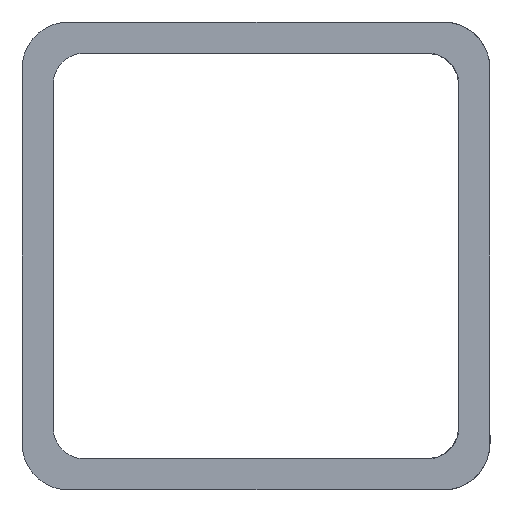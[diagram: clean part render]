
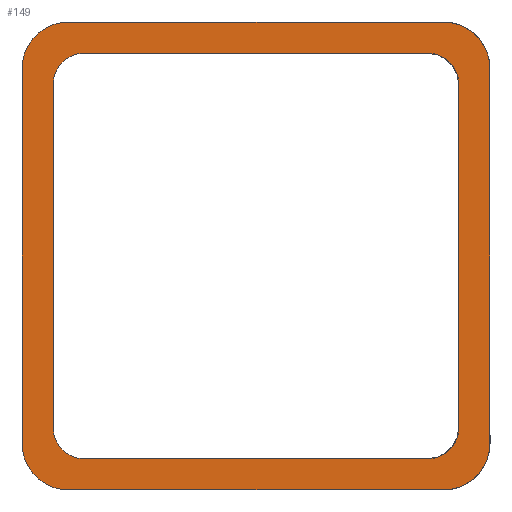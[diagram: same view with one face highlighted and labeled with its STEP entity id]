
A CAD part, left-side view. The second image highlights one B-rep face of the part: STEP entity #149.
In plain terms, the highlighted planar face has unit normal (-1, 0, 0).
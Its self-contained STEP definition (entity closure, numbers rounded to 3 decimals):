
#4 = CARTESIAN_POINT ( 'NONE',  ( -20., 4., 13. ) ) ;
#14 = CIRCLE ( 'NONE', #1660, 3. ) ;
#28 = CARTESIAN_POINT ( 'NONE',  ( -20., 4., -13. ) ) ;
#33 = CIRCLE ( 'NONE', #702, 3. ) ;
#81 = ORIENTED_EDGE ( 'NONE', *, *, #1557, .T. ) ;
#87 = VERTEX_POINT ( 'NONE', #101 ) ;
#99 = CIRCLE ( 'NONE', #1179, 3. ) ;
#101 = CARTESIAN_POINT ( 'NONE',  ( -20., 26., 13. ) ) ;
#108 = CARTESIAN_POINT ( 'NONE',  ( -20., 30., 12. ) ) ;
#123 = VECTOR ( 'NONE', #1793, 1000. ) ;
#149 = ADVANCED_FACE ( 'NONE', ( #1606, #1556 ), #1428, .F. ) ;
#176 = AXIS2_PLACEMENT_3D ( 'NONE', #1307, #992, #1153 ) ;
#181 = DIRECTION ( 'NONE',  ( 0., 0., -1. ) ) ;
#186 = DIRECTION ( 'NONE',  ( 0., 1., 0. ) ) ;
#192 = VECTOR ( 'NONE', #624, 1000. ) ;
#221 = DIRECTION ( 'NONE',  ( 0., -1., 0. ) ) ;
#227 = EDGE_CURVE ( 'NONE', #1035, #1653, #1090, .T. ) ;
#278 = CARTESIAN_POINT ( 'NONE',  ( -20., 28., 11. ) ) ;
#299 = VECTOR ( 'NONE', #221, 1000. ) ;
#306 = ORIENTED_EDGE ( 'NONE', *, *, #469, .F. ) ;
#351 = CARTESIAN_POINT ( 'NONE',  ( -20., 0., -12. ) ) ;
#355 = ORIENTED_EDGE ( 'NONE', *, *, #399, .F. ) ;
#361 = DIRECTION ( 'NONE',  ( 0., 0., -1. ) ) ;
#373 = VECTOR ( 'NONE', #2011, 1000. ) ;
#383 = ORIENTED_EDGE ( 'NONE', *, *, #1772, .T. ) ;
#399 = EDGE_CURVE ( 'NONE', #1490, #951, #997, .T. ) ;
#454 = VECTOR ( 'NONE', #673, 1000. ) ;
#469 = EDGE_CURVE ( 'NONE', #874, #549, #14, .T. ) ;
#496 = DIRECTION ( 'NONE',  ( 1., 0., 0. ) ) ;
#511 = DIRECTION ( 'NONE',  ( 0., 0., -1. ) ) ;
#549 = VERTEX_POINT ( 'NONE', #1707 ) ;
#553 = ORIENTED_EDGE ( 'NONE', *, *, #850, .T. ) ;
#565 = EDGE_CURVE ( 'NONE', #87, #1079, #1553, .T. ) ;
#600 = EDGE_CURVE ( 'NONE', #951, #1998, #1472, .T. ) ;
#609 = DIRECTION ( 'NONE',  ( 0., 0., -1. ) ) ;
#624 = DIRECTION ( 'NONE',  ( 0., 0., 1. ) ) ;
#666 = DIRECTION ( 'NONE',  ( 0., 0., -1. ) ) ;
#669 = ORIENTED_EDGE ( 'NONE', *, *, #1483, .T. ) ;
#673 = DIRECTION ( 'NONE',  ( 0., 1., 0. ) ) ;
#680 = CARTESIAN_POINT ( 'NONE',  ( -20., 28., -11. ) ) ;
#702 = AXIS2_PLACEMENT_3D ( 'NONE', #1232, #2088, #1248 ) ;
#708 = ORIENTED_EDGE ( 'NONE', *, *, #600, .F. ) ;
#715 = CARTESIAN_POINT ( 'NONE',  ( -20., 2., -11. ) ) ;
#718 = CARTESIAN_POINT ( 'NONE',  ( -20., 0., 12. ) ) ;
#723 = CARTESIAN_POINT ( 'NONE',  ( -20., 3., -12. ) ) ;
#737 = AXIS2_PLACEMENT_3D ( 'NONE', #1185, #859, #511 ) ;
#850 = EDGE_CURVE ( 'NONE', #2024, #1822, #1848, .T. ) ;
#854 = DIRECTION ( 'NONE',  ( 0., 0., 1. ) ) ;
#859 = DIRECTION ( 'NONE',  ( 1., 0., 0. ) ) ;
#861 = LINE ( 'NONE', #1616, #1840 ) ;
#874 = VERTEX_POINT ( 'NONE', #351 ) ;
#886 = CIRCLE ( 'NONE', #891, 2. ) ;
#891 = AXIS2_PLACEMENT_3D ( 'NONE', #1215, #1355, #1902 ) ;
#903 = ORIENTED_EDGE ( 'NONE', *, *, #1875, .F. ) ;
#909 = CIRCLE ( 'NONE', #1839, 2. ) ;
#910 = EDGE_CURVE ( 'NONE', #1534, #874, #1279, .T. ) ;
#951 = VERTEX_POINT ( 'NONE', #1812 ) ;
#976 = ORIENTED_EDGE ( 'NONE', *, *, #565, .T. ) ;
#983 = CARTESIAN_POINT ( 'NONE',  ( -20., 3., 12. ) ) ;
#992 = DIRECTION ( 'NONE',  ( 1., 0., 0. ) ) ;
#997 = CIRCLE ( 'NONE', #176, 3. ) ;
#1035 = VERTEX_POINT ( 'NONE', #680 ) ;
#1040 = LINE ( 'NONE', #108, #123 ) ;
#1042 = CARTESIAN_POINT ( 'NONE',  ( -20., 26., -13. ) ) ;
#1048 = DIRECTION ( 'NONE',  ( 1., 0., 0. ) ) ;
#1053 = DIRECTION ( 'NONE',  ( 1., 0., 0. ) ) ;
#1079 = VERTEX_POINT ( 'NONE', #4 ) ;
#1084 = CIRCLE ( 'NONE', #1645, 2. ) ;
#1090 = LINE ( 'NONE', #278, #192 ) ;
#1153 = DIRECTION ( 'NONE',  ( 0., 0., -1. ) ) ;
#1179 = AXIS2_PLACEMENT_3D ( 'NONE', #983, #1318, #666 ) ;
#1185 = CARTESIAN_POINT ( 'NONE',  ( -20., 4., 11. ) ) ;
#1188 = ORIENTED_EDGE ( 'NONE', *, *, #1364, .F. ) ;
#1201 = CARTESIAN_POINT ( 'NONE',  ( -20., 26., -13. ) ) ;
#1205 = AXIS2_PLACEMENT_3D ( 'NONE', #1963, #1956, #1779 ) ;
#1206 = CARTESIAN_POINT ( 'NONE',  ( -20., 26., -11. ) ) ;
#1215 = CARTESIAN_POINT ( 'NONE',  ( -20., 4., -11. ) ) ;
#1232 = CARTESIAN_POINT ( 'NONE',  ( -20., 27., -12. ) ) ;
#1248 = DIRECTION ( 'NONE',  ( 0., 0., 1. ) ) ;
#1270 = EDGE_LOOP ( 'NONE', ( #1375, #708, #355, #2050, #903, #1188, #306, #1857 ) ) ;
#1279 = LINE ( 'NONE', #1310, #373 ) ;
#1290 = ORIENTED_EDGE ( 'NONE', *, *, #1421, .T. ) ;
#1307 = CARTESIAN_POINT ( 'NONE',  ( -20., 27., 12. ) ) ;
#1310 = CARTESIAN_POINT ( 'NONE',  ( -20., 0., 12. ) ) ;
#1318 = DIRECTION ( 'NONE',  ( 1., 0., 0. ) ) ;
#1336 = EDGE_CURVE ( 'NONE', #1998, #1534, #99, .T. ) ;
#1349 = VERTEX_POINT ( 'NONE', #1864 ) ;
#1355 = DIRECTION ( 'NONE',  ( 1., 0., 0. ) ) ;
#1364 = EDGE_CURVE ( 'NONE', #549, #1349, #1409, .T. ) ;
#1375 = ORIENTED_EDGE ( 'NONE', *, *, #1336, .F. ) ;
#1386 = CARTESIAN_POINT ( 'NONE',  ( -20., 26., 13. ) ) ;
#1390 = EDGE_CURVE ( 'NONE', #1822, #1035, #909, .T. ) ;
#1409 = LINE ( 'NONE', #2183, #454 ) ;
#1421 = EDGE_CURVE ( 'NONE', #2176, #2024, #886, .T. ) ;
#1428 = PLANE ( 'NONE',  #1205 ) ;
#1472 = LINE ( 'NONE', #1587, #2017 ) ;
#1483 = EDGE_CURVE ( 'NONE', #1079, #2173, #2062, .T. ) ;
#1490 = VERTEX_POINT ( 'NONE', #1697 ) ;
#1534 = VERTEX_POINT ( 'NONE', #718 ) ;
#1535 = VERTEX_POINT ( 'NONE', #2135 ) ;
#1550 = CARTESIAN_POINT ( 'NONE',  ( -20., 26., 11. ) ) ;
#1553 = LINE ( 'NONE', #1386, #299 ) ;
#1556 = FACE_OUTER_BOUND ( 'NONE', #1270, .T. ) ;
#1557 = EDGE_CURVE ( 'NONE', #2173, #2176, #861, .T. ) ;
#1587 = CARTESIAN_POINT ( 'NONE',  ( -20., 27., 15. ) ) ;
#1606 = FACE_BOUND ( 'NONE', #1971, .T. ) ;
#1612 = EDGE_CURVE ( 'NONE', #1535, #1490, #1040, .T. ) ;
#1616 = CARTESIAN_POINT ( 'NONE',  ( -20., 2., 11. ) ) ;
#1623 = CARTESIAN_POINT ( 'NONE',  ( -20., 3., 15. ) ) ;
#1645 = AXIS2_PLACEMENT_3D ( 'NONE', #1550, #1048, #181 ) ;
#1653 = VERTEX_POINT ( 'NONE', #2175 ) ;
#1660 = AXIS2_PLACEMENT_3D ( 'NONE', #723, #1053, #361 ) ;
#1688 = CARTESIAN_POINT ( 'NONE',  ( -20., 2., 11. ) ) ;
#1697 = CARTESIAN_POINT ( 'NONE',  ( -20., 30., 12. ) ) ;
#1704 = ORIENTED_EDGE ( 'NONE', *, *, #1390, .T. ) ;
#1707 = CARTESIAN_POINT ( 'NONE',  ( -20., 3., -15. ) ) ;
#1754 = DIRECTION ( 'NONE',  ( 0., -1., 0. ) ) ;
#1772 = EDGE_CURVE ( 'NONE', #1653, #87, #1084, .T. ) ;
#1779 = DIRECTION ( 'NONE',  ( 0., 0., -1. ) ) ;
#1793 = DIRECTION ( 'NONE',  ( 0., 0., 1. ) ) ;
#1812 = CARTESIAN_POINT ( 'NONE',  ( -20., 27., 15. ) ) ;
#1822 = VERTEX_POINT ( 'NONE', #1042 ) ;
#1839 = AXIS2_PLACEMENT_3D ( 'NONE', #1206, #496, #854 ) ;
#1840 = VECTOR ( 'NONE', #609, 1000. ) ;
#1848 = LINE ( 'NONE', #1201, #2215 ) ;
#1857 = ORIENTED_EDGE ( 'NONE', *, *, #910, .F. ) ;
#1863 = ORIENTED_EDGE ( 'NONE', *, *, #227, .T. ) ;
#1864 = CARTESIAN_POINT ( 'NONE',  ( -20., 27., -15. ) ) ;
#1875 = EDGE_CURVE ( 'NONE', #1349, #1535, #33, .T. ) ;
#1902 = DIRECTION ( 'NONE',  ( 0., 0., -1. ) ) ;
#1956 = DIRECTION ( 'NONE',  ( 1., 0., 0. ) ) ;
#1963 = CARTESIAN_POINT ( 'NONE',  ( -20., 3., 12. ) ) ;
#1971 = EDGE_LOOP ( 'NONE', ( #976, #669, #81, #1290, #553, #1704, #1863, #383 ) ) ;
#1998 = VERTEX_POINT ( 'NONE', #1623 ) ;
#2011 = DIRECTION ( 'NONE',  ( 0., 0., -1. ) ) ;
#2017 = VECTOR ( 'NONE', #1754, 1000. ) ;
#2024 = VERTEX_POINT ( 'NONE', #28 ) ;
#2050 = ORIENTED_EDGE ( 'NONE', *, *, #1612, .F. ) ;
#2062 = CIRCLE ( 'NONE', #737, 2. ) ;
#2088 = DIRECTION ( 'NONE',  ( 1., 0., 0. ) ) ;
#2135 = CARTESIAN_POINT ( 'NONE',  ( -20., 30., -12. ) ) ;
#2173 = VERTEX_POINT ( 'NONE', #1688 ) ;
#2175 = CARTESIAN_POINT ( 'NONE',  ( -20., 28., 11. ) ) ;
#2176 = VERTEX_POINT ( 'NONE', #715 ) ;
#2183 = CARTESIAN_POINT ( 'NONE',  ( -20., 27., -15. ) ) ;
#2215 = VECTOR ( 'NONE', #186, 1000. ) ;
